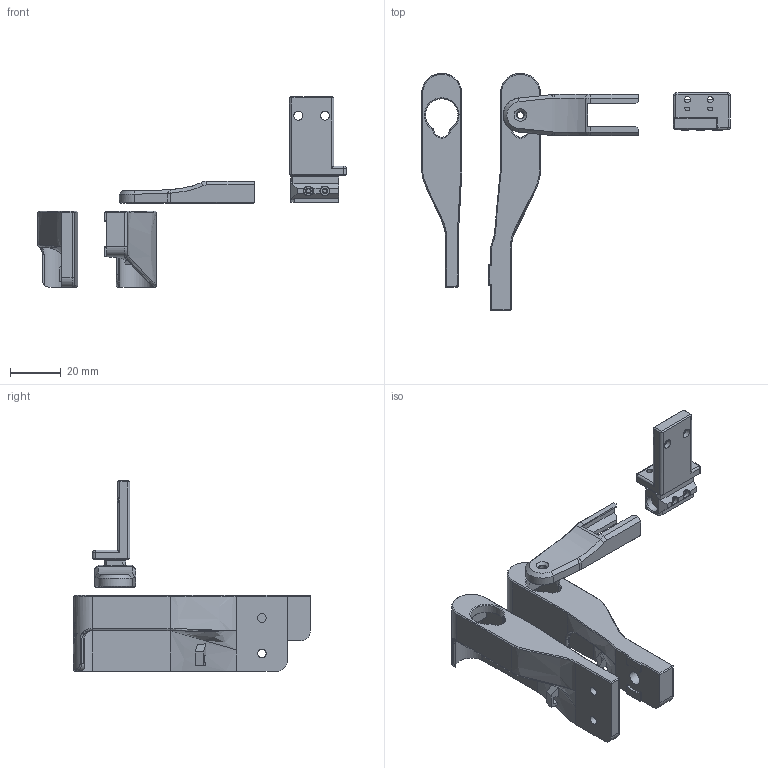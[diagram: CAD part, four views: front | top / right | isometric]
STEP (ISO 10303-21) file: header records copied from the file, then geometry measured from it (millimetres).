
FILE_DESCRIPTION(/* description */ (''),/* implementation_level */ '2;1');
FILE_NAME(/* name */ 'salveo_magprobe_STEP.step',/* time_stamp */ '2022-04-21T13:42:08+02:00',/* author */ (''),/* organization */ (''),/* preprocessor_version */ 'ST-DEVELOPER v18.1',/* originating_system */ 'Autodesk Translation Framework v10.14.0.1471',/* authorisation */ '');
FILE_SCHEMA (('AUTOMOTIVE_DESIGN { 1 0 10303 214 3 1 1 }'));
Length unit declared in the file: millimetre
Products named in the file (1): magprobe_cad
Bounding box: 121.44 x 93.31 x 75.01 mm (x, y, z)
Volume: 33251.8 mm3; surface area: 24293.9 mm2
Topology: 5 solids, 5 shells, 486 faces, 1241 edges, 779 vertices
Faces by surface type: plane 277, cylinder 111, bspline 54, cone 38, torus 6
Full cylindrical faces by diameter (mm): 0.5 x2, 1.6 x6, 2.2 x2, 2.385 x4, 2.5 x3, 2.9 x1, 3.4 x2, 3.6 x4, 4.95 x1, 5.5 x1, 6 x4, 6.1 x3, 11 x1
Entity records: 16680 total; most frequent: CARTESIAN_POINT 5026, ORIENTED_EDGE 2478, DIRECTION 2299, EDGE_CURVE 1239, AXIS2_PLACEMENT_3D 784, VERTEX_POINT 779, LINE 731, VECTOR 731
